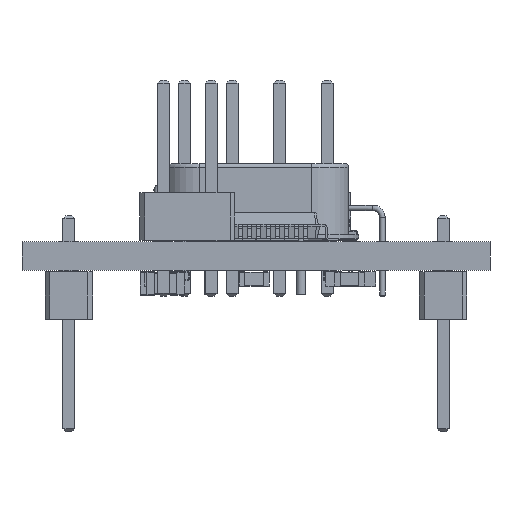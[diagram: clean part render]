
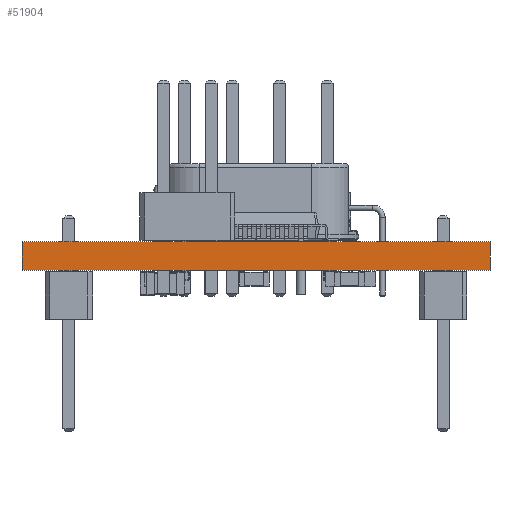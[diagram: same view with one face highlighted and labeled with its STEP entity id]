
A CAD part, front view. The second image highlights one B-rep face of the part: STEP entity #51904.
In plain terms, the highlighted planar face has unit normal (0, -1, 0).
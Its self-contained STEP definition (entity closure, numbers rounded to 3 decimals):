
#51904 = ADVANCED_FACE('',(#51905),#51939,.T.);
#51905 = FACE_BOUND('',#51906,.T.);
#51906 = EDGE_LOOP('',(#51907,#51917,#51925,#51933));
#51907 = ORIENTED_EDGE('',*,*,#51908,.T.);
#51908 = EDGE_CURVE('',#51909,#51911,#51913,.T.);
#51909 = VERTEX_POINT('',#51910);
#51910 = CARTESIAN_POINT('',(42.5,-100.5,0.));
#51911 = VERTEX_POINT('',#51912);
#51912 = CARTESIAN_POINT('',(42.5,-100.5,1.51));
#51913 = LINE('',#51914,#51915);
#51914 = CARTESIAN_POINT('',(42.5,-100.5,0.));
#51915 = VECTOR('',#51916,1.);
#51916 = DIRECTION('',(0.,0.,1.));
#51917 = ORIENTED_EDGE('',*,*,#51918,.T.);
#51918 = EDGE_CURVE('',#51911,#51919,#51921,.T.);
#51919 = VERTEX_POINT('',#51920);
#51920 = CARTESIAN_POINT('',(17.5,-100.5,1.51));
#51921 = LINE('',#51922,#51923);
#51922 = CARTESIAN_POINT('',(42.5,-100.5,1.51));
#51923 = VECTOR('',#51924,1.);
#51924 = DIRECTION('',(-1.,0.,0.));
#51925 = ORIENTED_EDGE('',*,*,#51926,.F.);
#51926 = EDGE_CURVE('',#51927,#51919,#51929,.T.);
#51927 = VERTEX_POINT('',#51928);
#51928 = CARTESIAN_POINT('',(17.5,-100.5,0.));
#51929 = LINE('',#51930,#51931);
#51930 = CARTESIAN_POINT('',(17.5,-100.5,0.));
#51931 = VECTOR('',#51932,1.);
#51932 = DIRECTION('',(0.,0.,1.));
#51933 = ORIENTED_EDGE('',*,*,#51934,.F.);
#51934 = EDGE_CURVE('',#51909,#51927,#51935,.T.);
#51935 = LINE('',#51936,#51937);
#51936 = CARTESIAN_POINT('',(42.5,-100.5,0.));
#51937 = VECTOR('',#51938,1.);
#51938 = DIRECTION('',(-1.,0.,0.));
#51939 = PLANE('',#51940);
#51940 = AXIS2_PLACEMENT_3D('',#51941,#51942,#51943);
#51941 = CARTESIAN_POINT('',(42.5,-100.5,0.));
#51942 = DIRECTION('',(0.,-1.,0.));
#51943 = DIRECTION('',(-1.,0.,0.));
